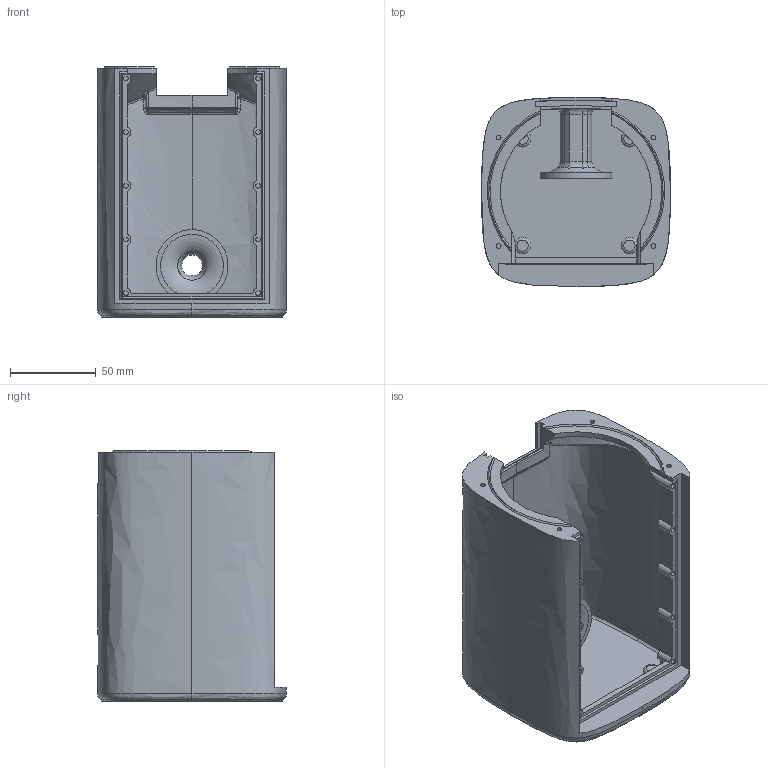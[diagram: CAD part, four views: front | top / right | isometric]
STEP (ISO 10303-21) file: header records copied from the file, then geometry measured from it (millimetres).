
FILE_DESCRIPTION(/* description */ (''),/* implementation_level */ '2;1');
FILE_NAME(/* name */ '25-Watt Speaker Chamber.step',/* time_stamp */ '2025-05-26T17:03:50+01:00',/* author */ (''),/* organization */ (''),/* preprocessor_version */ 'ST-DEVELOPER v20.1',/* originating_system */ 'Autodesk Translation Framework v14.10.0.0',/* authorisation */ '');
FILE_SCHEMA (('AUTOMOTIVE_DESIGN { 1 0 10303 214 3 1 1 }'));
Length unit declared in the file: millimetre
Products named in the file (1): Chamber printable
Bounding box: 110 x 110 x 145.8 mm (x, y, z)
Volume: 210750.8 mm3; surface area: 127322.4 mm2
Topology: 1 solids, 1 shells, 411 faces, 1114 edges, 700 vertices
Faces by surface type: plane 230, bspline 86, cylinder 49, cone 28, torus 16, sphere 2
Full cylindrical faces by diameter (mm): 2.8 x4, 6.5 x4, 9.7 x4
Entity records: 16200 total; most frequent: CARTESIAN_POINT 6486, ORIENTED_EDGE 2204, DIRECTION 1697, EDGE_CURVE 1102, VERTEX_POINT 700, LINE 659, VECTOR 659, AXIS2_PLACEMENT_3D 519
